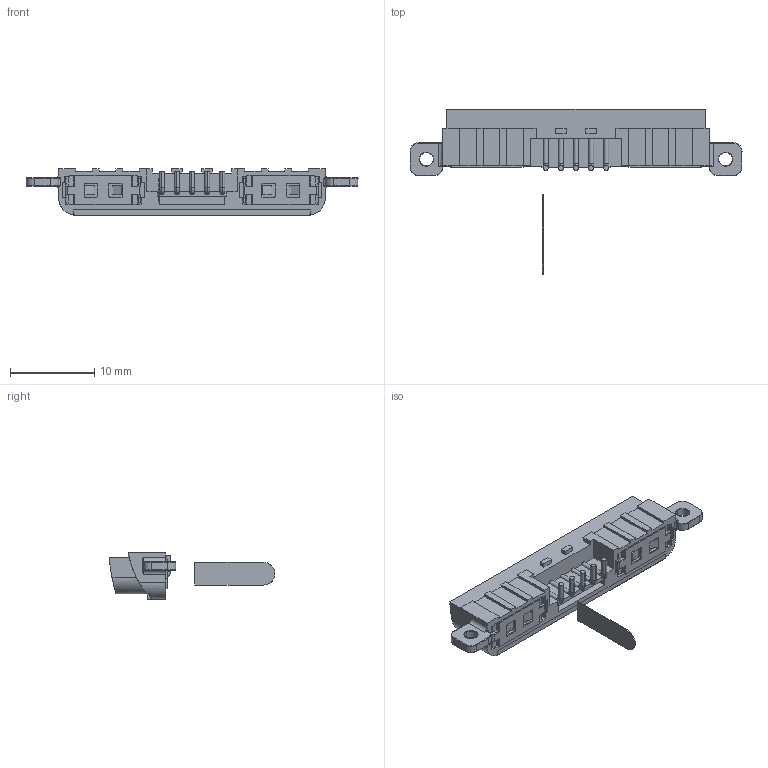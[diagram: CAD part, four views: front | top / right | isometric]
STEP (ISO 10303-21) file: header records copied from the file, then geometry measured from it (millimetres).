
FILE_DESCRIPTION (( 'STEP AP214' ), '1' );
FILE_NAME ('686F05C4310123Q.STEP', '2023-04-26T17:50:20', ( '' ), ( '' ), 'SwSTEP 2.0', 'SolidWorks 2020', '' );
FILE_SCHEMA (( 'AUTOMOTIVE_DESIGN' ));
Length unit declared in the file: millimetre
Products named in the file (1): 686F05C4310123Q
Bounding box: 39.5 x 19.71 x 5.52 mm (x, y, z)
Surface area: 1753.1 mm2 (no closed solid volume)
Topology: 0 solids, 15 shells, 673 faces, 1835 edges, 1149 vertices
Faces by surface type: plane 411, cylinder 166, torus 38, bspline 28, sphere 20, cone 10
Entity records: 29833 total; most frequent: CARTESIAN_POINT 8575, ORIENTED_EDGE 3606, DIRECTION 1985, EDGE_CURVE 1805, B_SPLINE_CURVE_WITH_KNOTS 1251, VERTEX_POINT 1149, AXIS2_PLACEMENT_3D 785, EDGE_LOOP 725
